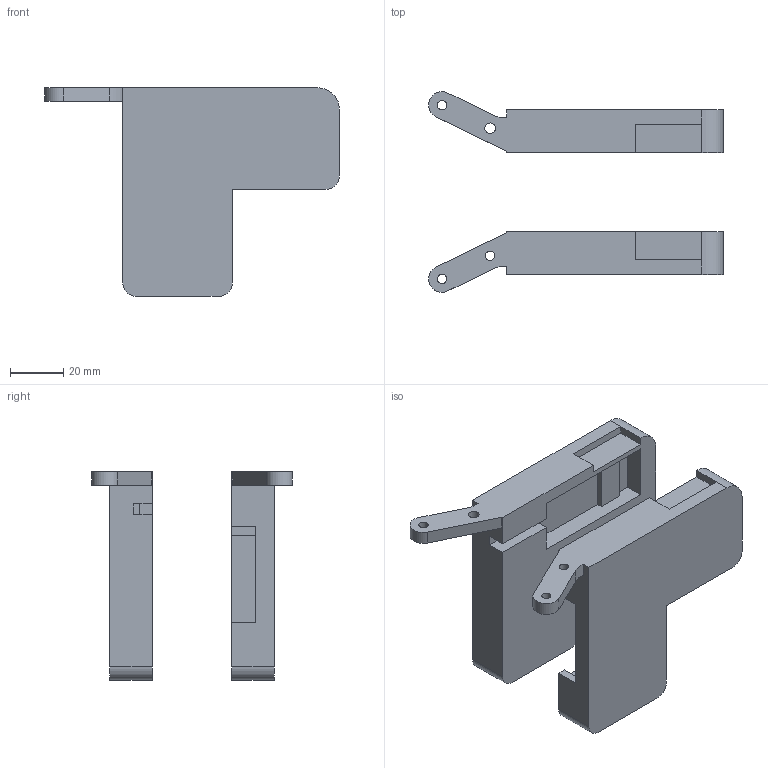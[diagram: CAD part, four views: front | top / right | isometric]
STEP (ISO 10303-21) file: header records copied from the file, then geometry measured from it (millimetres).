
FILE_DESCRIPTION(/* description */ (''),/* implementation_level */ '2;1');
FILE_NAME(/* name */ 'gripper.step',/* time_stamp */ '2024-07-24T14:49:44+02:00',/* author */ (''),/* organization */ (''),/* preprocessor_version */ 'ST-DEVELOPER v20',/* originating_system */ 'Autodesk Translation Framework v13.14.0.145',/* authorisation */ '');
FILE_SCHEMA (('AUTOMOTIVE_DESIGN { 1 0 10303 214 3 1 1 }'));
Length unit declared in the file: millimetre
Products named in the file (1): 11
Bounding box: 110.27 x 75.05 x 78 mm (x, y, z)
Volume: 119449 mm3; surface area: 34258.5 mm2
Topology: 2 solids, 2 shells, 72 faces, 199 edges, 132 vertices
Faces by surface type: plane 55, cylinder 17
Full cylindrical faces by diameter (mm): 3.5 x3, 3.52 x1, 4 x1
Entity records: 2336 total; most frequent: CARTESIAN_POINT 404, ORIENTED_EDGE 398, DIRECTION 379, EDGE_CURVE 199, LINE 165, VECTOR 165, VERTEX_POINT 132, AXIS2_PLACEMENT_3D 107
